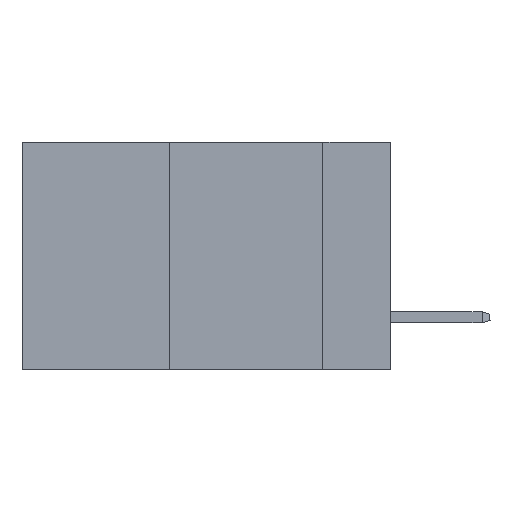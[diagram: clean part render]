
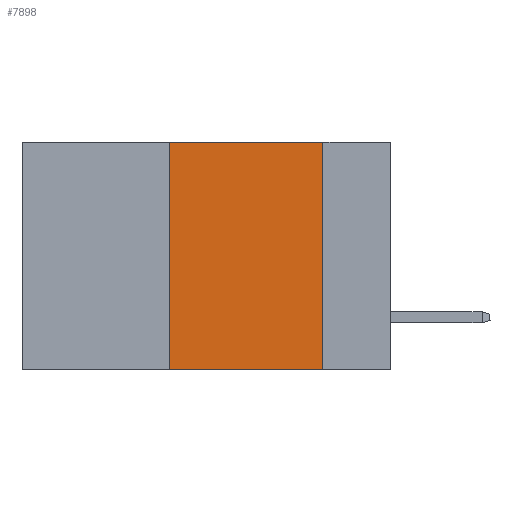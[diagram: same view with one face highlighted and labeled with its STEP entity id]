
A CAD part, left-side view. The second image highlights one B-rep face of the part: STEP entity #7898.
In plain terms, the highlighted planar face has unit normal (-1, 0, 0).
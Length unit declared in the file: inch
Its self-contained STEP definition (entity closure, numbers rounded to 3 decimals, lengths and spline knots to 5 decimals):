
#620 = DIRECTION ( 'NONE',  ( 0., -1., 0. ) ) ;
#891 = EDGE_CURVE ( 'NONE', #3459, #10295, #11140, .T. ) ;
#1020 = AXIS2_PLACEMENT_3D ( 'NONE', #14348, #11840, #2585 ) ;
#1517 = CARTESIAN_POINT ( 'NONE',  ( 0., 0.11, -0.37 ) ) ;
#1546 = ORIENTED_EDGE ( 'NONE', *, *, #2133, .F. ) ;
#2133 = EDGE_CURVE ( 'NONE', #10105, #7280, #6109, .T. ) ;
#2585 = DIRECTION ( 'NONE',  ( 0., 0., -1. ) ) ;
#3038 = CARTESIAN_POINT ( 'NONE',  ( 0., 0.6, 0. ) ) ;
#3201 = CARTESIAN_POINT ( 'NONE',  ( 0., 0.36, -0.37 ) ) ;
#3434 = EDGE_CURVE ( 'NONE', #10105, #10295, #5049, .T. ) ;
#3459 = VERTEX_POINT ( 'NONE', #13457 ) ;
#4512 = EDGE_CURVE ( 'NONE', #7280, #3459, #11192, .T. ) ;
#4529 = CARTESIAN_POINT ( 'NONE',  ( 0., 0.36, 0. ) ) ;
#5037 = ORIENTED_EDGE ( 'NONE', *, *, #891, .F. ) ;
#5049 = LINE ( 'NONE', #7231, #8934 ) ;
#5389 = DIRECTION ( 'NONE',  ( 0., 0., -1. ) ) ;
#5707 = VECTOR ( 'NONE', #15892, 39.37008 ) ;
#5756 = DIRECTION ( 'NONE',  ( 0., -1., 0. ) ) ;
#6109 = LINE ( 'NONE', #11858, #5707 ) ;
#6505 = PLANE ( 'NONE',  #1020 ) ;
#7231 = CARTESIAN_POINT ( 'NONE',  ( 0., 0.6, -0.37 ) ) ;
#7280 = VERTEX_POINT ( 'NONE', #4529 ) ;
#7675 = VECTOR ( 'NONE', #5756, 39.37008 ) ;
#7898 = ADVANCED_FACE ( 'NONE', ( #14373 ), #6505, .F. ) ;
#8934 = VECTOR ( 'NONE', #620, 39.37008 ) ;
#10105 = VERTEX_POINT ( 'NONE', #3201 ) ;
#10295 = VERTEX_POINT ( 'NONE', #1517 ) ;
#11140 = LINE ( 'NONE', #11925, #16419 ) ;
#11192 = LINE ( 'NONE', #3038, #7675 ) ;
#11840 = DIRECTION ( 'NONE',  ( 1., 0., 0. ) ) ;
#11858 = CARTESIAN_POINT ( 'NONE',  ( 0., 0.36, 0. ) ) ;
#11925 = CARTESIAN_POINT ( 'NONE',  ( 0., 0.11, 0. ) ) ;
#13457 = CARTESIAN_POINT ( 'NONE',  ( 0., 0.11, 0. ) ) ;
#14348 = CARTESIAN_POINT ( 'NONE',  ( 0., 0.6, 0. ) ) ;
#14373 = FACE_OUTER_BOUND ( 'NONE', #14978, .T. ) ;
#14527 = ORIENTED_EDGE ( 'NONE', *, *, #3434, .T. ) ;
#14765 = ORIENTED_EDGE ( 'NONE', *, *, #4512, .F. ) ;
#14978 = EDGE_LOOP ( 'NONE', ( #5037, #14765, #1546, #14527 ) ) ;
#15892 = DIRECTION ( 'NONE',  ( 0., 0., 1. ) ) ;
#16419 = VECTOR ( 'NONE', #5389, 39.37008 ) ;
